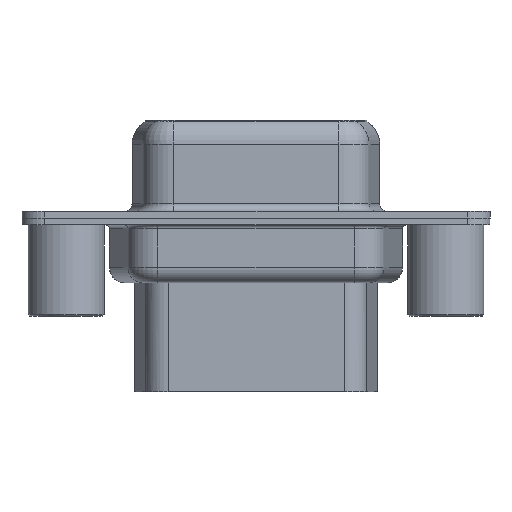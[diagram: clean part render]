
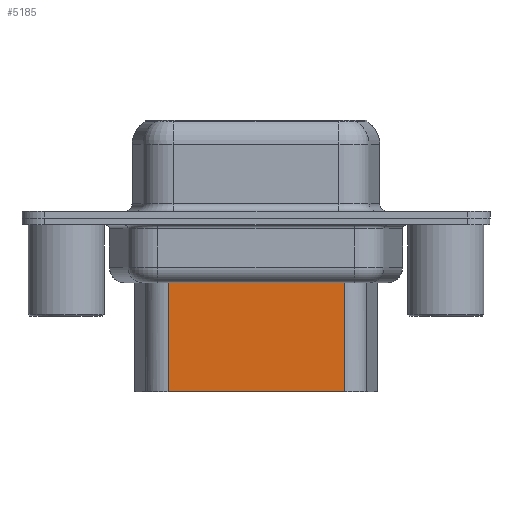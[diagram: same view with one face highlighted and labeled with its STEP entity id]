
A CAD part, front view. The second image highlights one B-rep face of the part: STEP entity #5185.
In plain terms, the highlighted planar face has unit normal (0, -1, 0).
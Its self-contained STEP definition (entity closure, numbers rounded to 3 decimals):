
#1450 = EDGE_CURVE ( 'NONE', #3684, #4441, #2499, .T. ) ;
#1520 = LINE ( 'NONE', #8810, #6643 ) ;
#1587 = VERTEX_POINT ( 'NONE', #9050 ) ;
#1841 = VECTOR ( 'NONE', #12861, 1000. ) ;
#2424 = ORIENTED_EDGE ( 'NONE', *, *, #1450, .F. ) ;
#2499 = LINE ( 'NONE', #7365, #5539 ) ;
#2782 = VECTOR ( 'NONE', #3267, 1000. ) ;
#3267 = DIRECTION ( 'NONE',  ( -1., 0., 0. ) ) ;
#3684 = VERTEX_POINT ( 'NONE', #4395 ) ;
#4131 = FACE_OUTER_BOUND ( 'NONE', #7182, .T. ) ;
#4395 = CARTESIAN_POINT ( 'NONE',  ( 18.294, -3.5, -4.097 ) ) ;
#4413 = ORIENTED_EDGE ( 'NONE', *, *, #12823, .F. ) ;
#4441 = VERTEX_POINT ( 'NONE', #10998 ) ;
#5185 = ADVANCED_FACE ( 'NONE', ( #4131 ), #12737, .T. ) ;
#5313 = CARTESIAN_POINT ( 'NONE',  ( 6.459, -3.5, -4.097 ) ) ;
#5539 = VECTOR ( 'NONE', #11756, 1000. ) ;
#5866 = DIRECTION ( 'NONE',  ( 0., -1., 0. ) ) ;
#6643 = VECTOR ( 'NONE', #12896, 1000. ) ;
#6795 = CARTESIAN_POINT ( 'NONE',  ( 6.706, -3.5, -3.1 ) ) ;
#7182 = EDGE_LOOP ( 'NONE', ( #2424, #8039, #11634, #4413 ) ) ;
#7365 = CARTESIAN_POINT ( 'NONE',  ( 18.294, -3.5, -3.1 ) ) ;
#8039 = ORIENTED_EDGE ( 'NONE', *, *, #9387, .T. ) ;
#8180 = LINE ( 'NONE', #5313, #2782 ) ;
#8810 = CARTESIAN_POINT ( 'NONE',  ( 6.706, -3.5, -11.45 ) ) ;
#9050 = CARTESIAN_POINT ( 'NONE',  ( 6.706, -3.5, -11.45 ) ) ;
#9204 = AXIS2_PLACEMENT_3D ( 'NONE', #11926, #5866, #12936 ) ;
#9387 = EDGE_CURVE ( 'NONE', #3684, #12421, #8180, .T. ) ;
#10998 = CARTESIAN_POINT ( 'NONE',  ( 18.294, -3.5, -11.45 ) ) ;
#11634 = ORIENTED_EDGE ( 'NONE', *, *, #12813, .T. ) ;
#11637 = CARTESIAN_POINT ( 'NONE',  ( 6.706, -3.5, -4.097 ) ) ;
#11756 = DIRECTION ( 'NONE',  ( 0., 0., -1. ) ) ;
#11926 = CARTESIAN_POINT ( 'NONE',  ( 6.706, -3.5, -3.1 ) ) ;
#12335 = LINE ( 'NONE', #6795, #1841 ) ;
#12421 = VERTEX_POINT ( 'NONE', #11637 ) ;
#12737 = PLANE ( 'NONE',  #9204 ) ;
#12813 = EDGE_CURVE ( 'NONE', #12421, #1587, #12335, .T. ) ;
#12823 = EDGE_CURVE ( 'NONE', #4441, #1587, #1520, .T. ) ;
#12861 = DIRECTION ( 'NONE',  ( 0., 0., -1. ) ) ;
#12896 = DIRECTION ( 'NONE',  ( -1., 0., 0. ) ) ;
#12936 = DIRECTION ( 'NONE',  ( 1., 0., 0. ) ) ;
